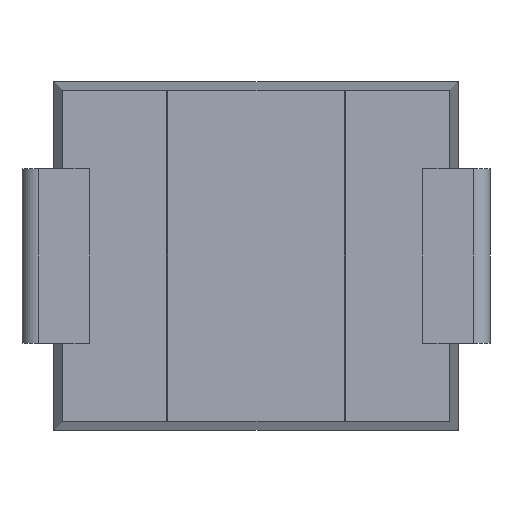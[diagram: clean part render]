
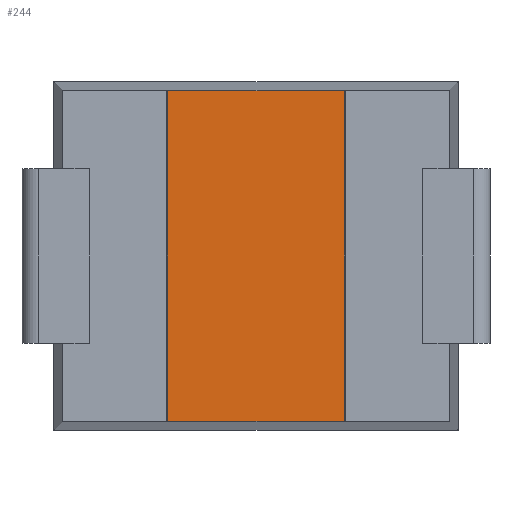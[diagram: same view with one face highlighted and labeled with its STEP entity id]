
A CAD part, front view. The second image highlights one B-rep face of the part: STEP entity #244.
In plain terms, the highlighted planar face has unit normal (0, -1, 0).
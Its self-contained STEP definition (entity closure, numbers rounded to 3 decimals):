
#77 = VERTEX_POINT ( 'NONE', #1516 ) ;
#126 = VECTOR ( 'NONE', #1141, 1000. ) ;
#142 = ORIENTED_EDGE ( 'NONE', *, *, #610, .T. ) ;
#189 = EDGE_CURVE ( 'NONE', #722, #1174, #552, .T. ) ;
#201 = ORIENTED_EDGE ( 'NONE', *, *, #765, .T. ) ;
#244 = ADVANCED_FACE ( 'NONE', ( #314 ), #1553, .F. ) ;
#314 = FACE_OUTER_BOUND ( 'NONE', #1115, .T. ) ;
#402 = AXIS2_PLACEMENT_3D ( 'NONE', #1532, #1165, #1426 ) ;
#453 = CARTESIAN_POINT ( 'NONE',  ( 1.5, 0.2, -2.801 ) ) ;
#460 = DIRECTION ( 'NONE',  ( 1., 0., 0. ) ) ;
#484 = EDGE_CURVE ( 'NONE', #722, #77, #806, .T. ) ;
#522 = LINE ( 'NONE', #995, #1128 ) ;
#552 = LINE ( 'NONE', #798, #1072 ) ;
#606 = VERTEX_POINT ( 'NONE', #1120 ) ;
#610 = EDGE_CURVE ( 'NONE', #606, #77, #522, .T. ) ;
#665 = CARTESIAN_POINT ( 'NONE',  ( 1.5, 0.2, -2.953 ) ) ;
#722 = VERTEX_POINT ( 'NONE', #1539 ) ;
#747 = ORIENTED_EDGE ( 'NONE', *, *, #484, .F. ) ;
#765 = EDGE_CURVE ( 'NONE', #1174, #606, #1414, .T. ) ;
#798 = CARTESIAN_POINT ( 'NONE',  ( 3.427, 0.2, -2.801 ) ) ;
#806 = LINE ( 'NONE', #1296, #1151 ) ;
#995 = CARTESIAN_POINT ( 'NONE',  ( -3.428, 0.2, 2.801 ) ) ;
#1072 = VECTOR ( 'NONE', #460, 1000. ) ;
#1115 = EDGE_LOOP ( 'NONE', ( #142, #747, #1239, #201 ) ) ;
#1120 = CARTESIAN_POINT ( 'NONE',  ( 1.5, 0.2, 2.801 ) ) ;
#1128 = VECTOR ( 'NONE', #1349, 1000. ) ;
#1141 = DIRECTION ( 'NONE',  ( 0., 0., 1. ) ) ;
#1151 = VECTOR ( 'NONE', #1175, 1000. ) ;
#1165 = DIRECTION ( 'NONE',  ( 0., 1., 0. ) ) ;
#1174 = VERTEX_POINT ( 'NONE', #453 ) ;
#1175 = DIRECTION ( 'NONE',  ( 0., 0., 1. ) ) ;
#1239 = ORIENTED_EDGE ( 'NONE', *, *, #189, .T. ) ;
#1296 = CARTESIAN_POINT ( 'NONE',  ( -1.5, 0.2, -2.953 ) ) ;
#1349 = DIRECTION ( 'NONE',  ( -1., 0., 0. ) ) ;
#1414 = LINE ( 'NONE', #665, #126 ) ;
#1426 = DIRECTION ( 'NONE',  ( 0., 0., 1. ) ) ;
#1516 = CARTESIAN_POINT ( 'NONE',  ( -1.5, 0.2, 2.801 ) ) ;
#1532 = CARTESIAN_POINT ( 'NONE',  ( 0., 0.2, 0. ) ) ;
#1539 = CARTESIAN_POINT ( 'NONE',  ( -1.5, 0.2, -2.801 ) ) ;
#1553 = PLANE ( 'NONE',  #402 ) ;
